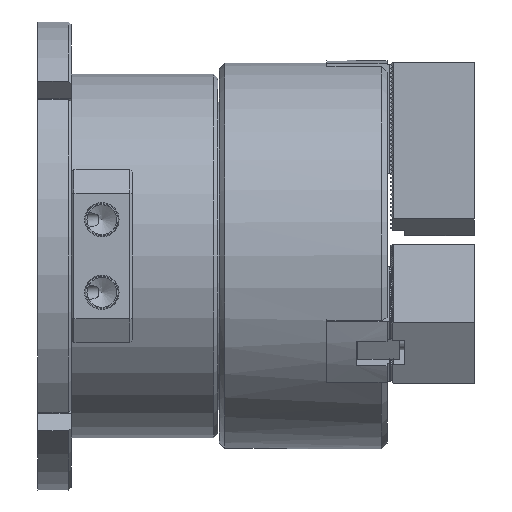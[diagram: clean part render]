
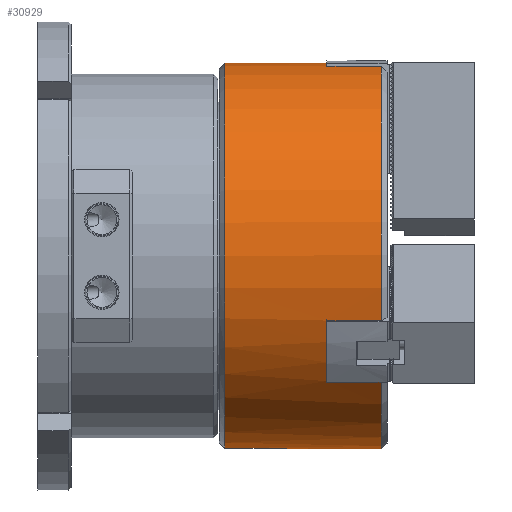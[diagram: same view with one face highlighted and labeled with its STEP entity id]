
A CAD part, front view. The second image highlights one B-rep face of the part: STEP entity #30929.
In plain terms, the highlighted cylindrical face has radius 69 mm (diameter 138 mm), a full revolution.
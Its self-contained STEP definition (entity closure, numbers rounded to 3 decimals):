
#6 = VERTEX_POINT ( 'NONE', #17952 ) ;
#29 = CARTESIAN_POINT ( 'NONE',  ( 58., 67.858, -12.5 ) ) ;
#430 = CIRCLE ( 'NONE', #18070, 69. ) ;
#558 = CARTESIAN_POINT ( 'NONE',  ( 38.5, -23.104, 65.017 ) ) ;
#1627 = VERTEX_POINT ( 'NONE', #11253 ) ;
#2838 = CARTESIAN_POINT ( 'NONE',  ( 74.423, 67.858, -12.5 ) ) ;
#2905 = DIRECTION ( 'NONE',  ( 0., 0., -1. ) ) ;
#2958 = EDGE_CURVE ( 'NONE', #6, #9995, #21414, .T. ) ;
#2989 = EDGE_CURVE ( 'NONE', #12102, #28894, #18780, .T. ) ;
#3145 = DIRECTION ( 'NONE',  ( 0., 0., -1. ) ) ;
#3222 = DIRECTION ( 'NONE',  ( -1., 0., 0. ) ) ;
#3768 = AXIS2_PLACEMENT_3D ( 'NONE', #8994, #18629, #28148 ) ;
#4488 = VERTEX_POINT ( 'NONE', #29 ) ;
#5261 = EDGE_CURVE ( 'NONE', #9995, #4488, #24455, .T. ) ;
#5366 = VERTEX_POINT ( 'NONE', #15311 ) ;
#5451 = AXIS2_PLACEMENT_3D ( 'NONE', #14904, #24526, #2905 ) ;
#5463 = AXIS2_PLACEMENT_3D ( 'NONE', #6240, #15861, #25482 ) ;
#6009 = VERTEX_POINT ( 'NONE', #18260 ) ;
#6240 = CARTESIAN_POINT ( 'NONE',  ( 2., 0., 0. ) ) ;
#6302 = VECTOR ( 'NONE', #6781, 1000. ) ;
#6543 = DIRECTION ( 'NONE',  ( -1., 0., 0. ) ) ;
#6781 = DIRECTION ( 'NONE',  ( 1., 0., 0. ) ) ;
#7154 = DIRECTION ( 'NONE',  ( -1., 0., 0. ) ) ;
#7762 = EDGE_CURVE ( 'NONE', #5366, #12102, #430, .T. ) ;
#7789 = LINE ( 'NONE', #17418, #15843 ) ;
#7795 = CARTESIAN_POINT ( 'NONE',  ( 38.5, -44.754, -52.517 ) ) ;
#7920 = DIRECTION ( 'NONE',  ( -1., 0., 0. ) ) ;
#7922 = EDGE_CURVE ( 'NONE', #1627, #1627, #19081, .T. ) ;
#8376 = ORIENTED_EDGE ( 'NONE', *, *, #8527, .T. ) ;
#8508 = CARTESIAN_POINT ( 'NONE',  ( 38.5, 0., 0. ) ) ;
#8527 = EDGE_CURVE ( 'NONE', #11400, #30586, #18533, .T. ) ;
#8543 = CARTESIAN_POINT ( 'NONE',  ( 74.423, 67.858, 12.5 ) ) ;
#8642 = EDGE_CURVE ( 'NONE', #12106, #6009, #9185, .T. ) ;
#8994 = CARTESIAN_POINT ( 'NONE',  ( 38.5, 0., 0. ) ) ;
#9185 = CIRCLE ( 'NONE', #26762, 69. ) ;
#9195 = EDGE_CURVE ( 'NONE', #28894, #14132, #30705, .T. ) ;
#9526 = CARTESIAN_POINT ( 'NONE',  ( 74.423, 0., 0. ) ) ;
#9995 = VERTEX_POINT ( 'NONE', #10124 ) ;
#10124 = CARTESIAN_POINT ( 'NONE',  ( 38.5, 67.858, -12.5 ) ) ;
#10178 = ORIENTED_EDGE ( 'NONE', *, *, #7922, .T. ) ;
#10319 = CARTESIAN_POINT ( 'NONE',  ( 58., 0., 0. ) ) ;
#11253 = CARTESIAN_POINT ( 'NONE',  ( 2., 0., 69. ) ) ;
#11400 = VERTEX_POINT ( 'NONE', #16314 ) ;
#11578 = ORIENTED_EDGE ( 'NONE', *, *, #9195, .T. ) ;
#11663 = CIRCLE ( 'NONE', #29146, 69. ) ;
#11696 = EDGE_LOOP ( 'NONE', ( #20316, #20692, #22798, #19234, #11578, #21411, #16295, #14807, #16600, #8376, #26927, #13041 ) ) ;
#11906 = FACE_OUTER_BOUND ( 'NONE', #17515, .T. ) ;
#11979 = CARTESIAN_POINT ( 'NONE',  ( 38.5, -23.104, -65.017 ) ) ;
#12102 = VERTEX_POINT ( 'NONE', #558 ) ;
#12106 = VERTEX_POINT ( 'NONE', #12547 ) ;
#12475 = DIRECTION ( 'NONE',  ( 1., 0., 0. ) ) ;
#12547 = CARTESIAN_POINT ( 'NONE',  ( 58., -44.754, -52.517 ) ) ;
#13041 = ORIENTED_EDGE ( 'NONE', *, *, #13568, .T. ) ;
#13158 = EDGE_CURVE ( 'NONE', #14132, #6, #15804, .T. ) ;
#13568 = EDGE_CURVE ( 'NONE', #24100, #12106, #7789, .T. ) ;
#13762 = DIRECTION ( 'NONE',  ( -1., 0., 0. ) ) ;
#14132 = VERTEX_POINT ( 'NONE', #30508 ) ;
#14807 = ORIENTED_EDGE ( 'NONE', *, *, #5261, .T. ) ;
#14904 = CARTESIAN_POINT ( 'NONE',  ( 38.5, 0., 0. ) ) ;
#15311 = CARTESIAN_POINT ( 'NONE',  ( 38.5, -44.754, 52.517 ) ) ;
#15650 = VECTOR ( 'NONE', #12475, 1000. ) ;
#15804 = LINE ( 'NONE', #8543, #16834 ) ;
#15843 = VECTOR ( 'NONE', #26986, 1000. ) ;
#15861 = DIRECTION ( 'NONE',  ( 1., 0., 0. ) ) ;
#16295 = ORIENTED_EDGE ( 'NONE', *, *, #2958, .T. ) ;
#16314 = CARTESIAN_POINT ( 'NONE',  ( 58., -23.104, -65.017 ) ) ;
#16600 = ORIENTED_EDGE ( 'NONE', *, *, #28621, .T. ) ;
#16779 = DIRECTION ( 'NONE',  ( 0., 0., -1. ) ) ;
#16834 = VECTOR ( 'NONE', #18989, 1000. ) ;
#17269 = AXIS2_PLACEMENT_3D ( 'NONE', #10319, #19952, #29439 ) ;
#17418 = CARTESIAN_POINT ( 'NONE',  ( 74.423, -44.754, -52.517 ) ) ;
#17515 = EDGE_LOOP ( 'NONE', ( #10178 ) ) ;
#17550 = DIRECTION ( 'NONE',  ( 0., 0., -1. ) ) ;
#17952 = CARTESIAN_POINT ( 'NONE',  ( 38.5, 67.858, 12.5 ) ) ;
#18070 = AXIS2_PLACEMENT_3D ( 'NONE', #8508, #3222, #3145 ) ;
#18260 = CARTESIAN_POINT ( 'NONE',  ( 58., -44.754, 52.517 ) ) ;
#18533 = LINE ( 'NONE', #28055, #23630 ) ;
#18629 = DIRECTION ( 'NONE',  ( -1., 0., 0. ) ) ;
#18780 = LINE ( 'NONE', #28291, #6302 ) ;
#18861 = CARTESIAN_POINT ( 'NONE',  ( 74.423, -44.754, 52.517 ) ) ;
#18989 = DIRECTION ( 'NONE',  ( -1., 0., 0. ) ) ;
#19068 = CIRCLE ( 'NONE', #5451, 69. ) ;
#19081 = CIRCLE ( 'NONE', #5463, 69. ) ;
#19160 = DIRECTION ( 'NONE',  ( 1., 0., 0. ) ) ;
#19234 = ORIENTED_EDGE ( 'NONE', *, *, #2989, .T. ) ;
#19317 = LINE ( 'NONE', #18861, #28532 ) ;
#19952 = DIRECTION ( 'NONE',  ( -1., 0., 0. ) ) ;
#20316 = ORIENTED_EDGE ( 'NONE', *, *, #8642, .T. ) ;
#20692 = ORIENTED_EDGE ( 'NONE', *, *, #25170, .T. ) ;
#21411 = ORIENTED_EDGE ( 'NONE', *, *, #13158, .T. ) ;
#21414 = CIRCLE ( 'NONE', #3768, 69. ) ;
#21522 = FACE_OUTER_BOUND ( 'NONE', #11696, .T. ) ;
#22469 = AXIS2_PLACEMENT_3D ( 'NONE', #9526, #19160, #28666 ) ;
#22798 = ORIENTED_EDGE ( 'NONE', *, *, #7762, .T. ) ;
#23368 = EDGE_CURVE ( 'NONE', #30586, #24100, #19068, .T. ) ;
#23630 = VECTOR ( 'NONE', #6543, 1000. ) ;
#24100 = VERTEX_POINT ( 'NONE', #7795 ) ;
#24455 = LINE ( 'NONE', #2838, #15650 ) ;
#24526 = DIRECTION ( 'NONE',  ( -1., 0., 0. ) ) ;
#25170 = EDGE_CURVE ( 'NONE', #6009, #5366, #19317, .T. ) ;
#25482 = DIRECTION ( 'NONE',  ( 0., 0., 1. ) ) ;
#26583 = CARTESIAN_POINT ( 'NONE',  ( 58., -23.104, 65.017 ) ) ;
#26762 = AXIS2_PLACEMENT_3D ( 'NONE', #28659, #7154, #16779 ) ;
#26927 = ORIENTED_EDGE ( 'NONE', *, *, #23368, .T. ) ;
#26986 = DIRECTION ( 'NONE',  ( 1., 0., 0. ) ) ;
#28055 = CARTESIAN_POINT ( 'NONE',  ( 74.423, -23.104, -65.017 ) ) ;
#28148 = DIRECTION ( 'NONE',  ( 0., 0., -1. ) ) ;
#28291 = CARTESIAN_POINT ( 'NONE',  ( 74.423, -23.104, 65.017 ) ) ;
#28532 = VECTOR ( 'NONE', #13762, 1000. ) ;
#28621 = EDGE_CURVE ( 'NONE', #4488, #11400, #11663, .T. ) ;
#28659 = CARTESIAN_POINT ( 'NONE',  ( 58., 0., 0. ) ) ;
#28666 = DIRECTION ( 'NONE',  ( 0., 0., -1. ) ) ;
#28894 = VERTEX_POINT ( 'NONE', #26583 ) ;
#29146 = AXIS2_PLACEMENT_3D ( 'NONE', #29397, #7920, #17550 ) ;
#29397 = CARTESIAN_POINT ( 'NONE',  ( 58., 0., 0. ) ) ;
#29439 = DIRECTION ( 'NONE',  ( 0., 0., -1. ) ) ;
#30508 = CARTESIAN_POINT ( 'NONE',  ( 58., 67.858, 12.5 ) ) ;
#30586 = VERTEX_POINT ( 'NONE', #11979 ) ;
#30705 = CIRCLE ( 'NONE', #17269, 69. ) ;
#30929 = ADVANCED_FACE ( 'NONE', ( #11906, #21522 ), #30970, .T. ) ;
#30970 = CYLINDRICAL_SURFACE ( 'NONE', #22469, 69. ) ;
